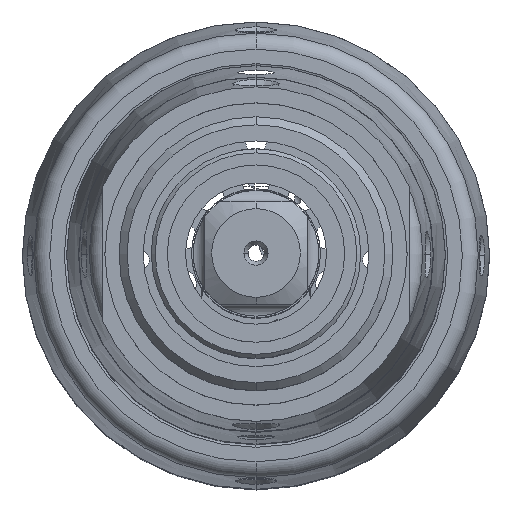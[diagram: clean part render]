
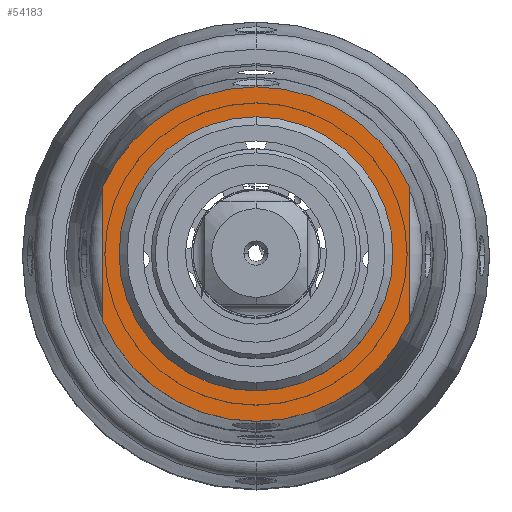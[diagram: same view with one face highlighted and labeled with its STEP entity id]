
A CAD part, top view. The second image highlights one B-rep face of the part: STEP entity #54183.
In plain terms, the highlighted planar face has unit normal (0, 0, 1).
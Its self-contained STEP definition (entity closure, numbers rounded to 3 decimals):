
#53740=CARTESIAN_POINT('',(0.,0.,141.449));
#53741=DIRECTION('',(0.,0.,1.));
#53742=DIRECTION('',(0.916,0.402,0.));
#53743=AXIS2_PLACEMENT_3D('',#53740,#53741,#53742);
#53745=CARTESIAN_POINT('',(0.,0.,141.449));
#53746=DIRECTION('',(0.,0.,1.));
#53747=DIRECTION('',(-0.916,-0.402,0.));
#53748=AXIS2_PLACEMENT_3D('',#53745,#53746,#53747);
#53750=CARTESIAN_POINT('',(0.,0.,141.449));
#53751=DIRECTION('',(0.,0.,1.));
#53752=DIRECTION('',(0.,-1.,0.));
#53753=AXIS2_PLACEMENT_3D('',#53750,#53751,#53752);
#53755=CARTESIAN_POINT('',(0.,0.,141.449));
#53756=DIRECTION('',(0.,0.,1.));
#53757=DIRECTION('',(0.,1.,0.));
#53758=AXIS2_PLACEMENT_3D('',#53755,#53756,#53757);
#53760=DIRECTION('',(0.,-1.,0.));
#53761=VECTOR('',#53760,16.681);
#53762=CARTESIAN_POINT('',(19.,8.34,141.449));
#53763=LINE('',#53762,#53761);
#53764=DIRECTION('',(0.,-1.,0.));
#53765=VECTOR('',#53764,16.681);
#53766=CARTESIAN_POINT('',(-19.,8.34,141.449));
#53767=LINE('',#53766,#53765);
#54004=CARTESIAN_POINT('',(0.,16.9,141.449));
#54005=CARTESIAN_POINT('',(0.,-16.9,141.449));
#54006=VERTEX_POINT('',#54004);
#54007=VERTEX_POINT('',#54005);
#54032=CARTESIAN_POINT('',(19.,8.34,141.449));
#54034=VERTEX_POINT('',#54032);
#54036=CARTESIAN_POINT('',(19.,-8.34,141.449));
#54038=VERTEX_POINT('',#54036);
#54040=CARTESIAN_POINT('',(-19.,8.34,141.449));
#54041=CARTESIAN_POINT('',(-19.,-8.34,141.449));
#54042=VERTEX_POINT('',#54040);
#54043=VERTEX_POINT('',#54041);
#54164=CARTESIAN_POINT('',(0.,0.,141.449));
#54165=DIRECTION('',(0.,0.,-1.));
#54166=DIRECTION('',(0.,-1.,0.));
#54167=AXIS2_PLACEMENT_3D('',#54164,#54165,#54166);
#54168=PLANE('',#54167);
#54170=ORIENTED_EDGE('',*,*,#54169,.T.);
#54171=ORIENTED_EDGE('',*,*,#54150,.F.);
#54173=ORIENTED_EDGE('',*,*,#54172,.F.);
#54174=ORIENTED_EDGE('',*,*,#54119,.F.);
#54175=EDGE_LOOP('',(#54170,#54171,#54173,#54174));
#54176=FACE_OUTER_BOUND('',#54175,.F.);
#54178=ORIENTED_EDGE('',*,*,#54177,.T.);
#54180=ORIENTED_EDGE('',*,*,#54179,.T.);
#54181=EDGE_LOOP('',(#54178,#54180));
#54182=FACE_BOUND('',#54181,.F.);
#54183=ADVANCED_FACE('',(#54176,#54182),#54168,.F.);
#53744=CIRCLE('',#53743,20.75);
#53749=CIRCLE('',#53748,20.75);
#53754=CIRCLE('',#53753,16.9);
#53759=CIRCLE('',#53758,16.9);
#54119=EDGE_CURVE('',#54034,#54042,#53744,.T.);
#54150=EDGE_CURVE('',#54043,#54038,#53749,.T.);
#54169=EDGE_CURVE('',#54034,#54038,#53763,.T.);
#54172=EDGE_CURVE('',#54042,#54043,#53767,.T.);
#54177=EDGE_CURVE('',#54007,#54006,#53754,.T.);
#54179=EDGE_CURVE('',#54006,#54007,#53759,.T.);
